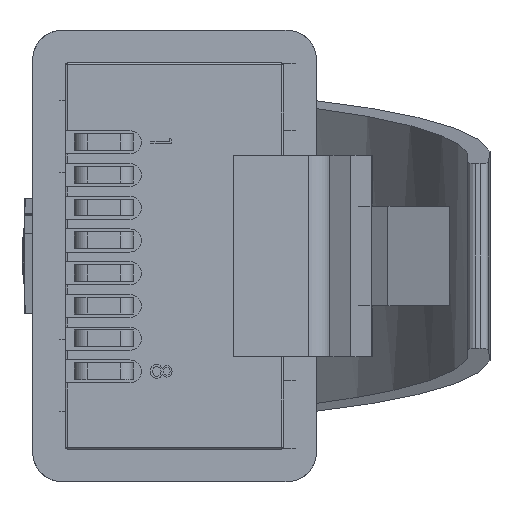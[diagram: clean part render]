
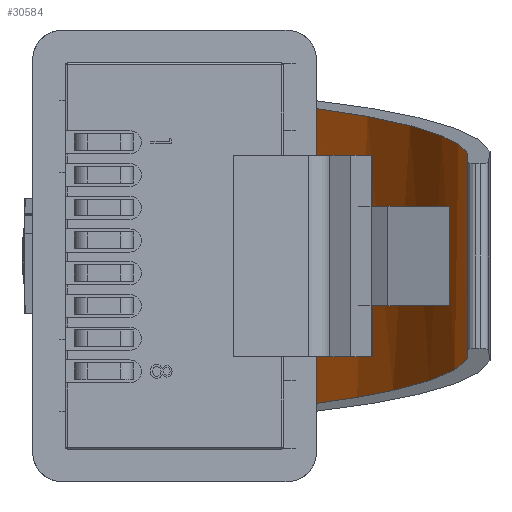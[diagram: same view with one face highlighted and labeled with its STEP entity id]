
A CAD part, front view. The second image highlights one B-rep face of the part: STEP entity #30584.
In plain terms, the highlighted cylindrical face has radius 12.7 mm (diameter 25.4 mm), a partial arc.
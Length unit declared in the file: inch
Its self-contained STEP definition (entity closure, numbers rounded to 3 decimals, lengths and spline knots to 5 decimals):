
#1361 = CARTESIAN_POINT ( 'NONE',  ( 0.185, 0.34896, 0.39906 ) ) ;
#1364 = DIRECTION ( 'NONE',  ( -1., 0., 0. ) ) ;
#1365 = VECTOR ( 'NONE', #1364, 39.37008 ) ;
#2654 = LINE ( 'NONE', #1361, #1365 ) ;
#2797 = CYLINDRICAL_SURFACE ( 'NONE', #2831, 0.5 ) ;
#2810 = VECTOR ( 'NONE', #2855, 39.37008 ) ;
#2830 = DIRECTION ( 'NONE',  ( 0., 0., 1. ) ) ;
#2831 = AXIS2_PLACEMENT_3D ( 'NONE', #2833, #2832, #2830 ) ;
#2832 = DIRECTION ( 'NONE',  ( -1., 0., 0. ) ) ;
#2833 = CARTESIAN_POINT ( 'NONE',  ( 0.185, -0.14884, 0.44598 ) ) ;
#2838 = LINE ( 'NONE', #2871, #2810 ) ;
#2843 = FACE_OUTER_BOUND ( 'NONE', #30618, .T. ) ;
#2855 = DIRECTION ( 'NONE',  ( -1., 0., 0. ) ) ;
#2861 = CARTESIAN_POINT ( 'NONE',  ( -0.12265, 0.34896, 0.39906 ) ) ;
#2862 = CARTESIAN_POINT ( 'NONE',  ( -0.14362, 0.3363, 0.26482 ) ) ;
#2863 = CARTESIAN_POINT ( 'NONE',  ( -0.16223, 0.27309, 0.14571 ) ) ;
#2864 = CARTESIAN_POINT ( 'NONE',  ( -0.17563, 0.169, 0.06 ) ) ;
#2865 =( BOUNDED_CURVE ( )  B_SPLINE_CURVE ( 3, ( #2864, #2863, #2862, #2861 ),
 .UNSPECIFIED., .F., .T. ) 
 B_SPLINE_CURVE_WITH_KNOTS ( ( 4, 4 ),
 ( 0.68888, 1.47683 ),
 .UNSPECIFIED. ) 
 CURVE ( )  GEOMETRIC_REPRESENTATION_ITEM ( )  RATIONAL_B_SPLINE_CURVE ( ( 1., 0.949, 0.949, 1. ) ) 
 REPRESENTATION_ITEM ( '' )  );
#2871 = CARTESIAN_POINT ( 'NONE',  ( 0.185, 0.169, 0.06 ) ) ;
#2879 = CARTESIAN_POINT ( 'NONE',  ( 0.17562, 0.169, 0.06 ) ) ;
#2880 = CARTESIAN_POINT ( 'NONE',  ( 0.16223, 0.27309, 0.14571 ) ) ;
#2881 = CARTESIAN_POINT ( 'NONE',  ( 0.14362, 0.3363, 0.26482 ) ) ;
#2882 = CARTESIAN_POINT ( 'NONE',  ( 0.12265, 0.34896, 0.39906 ) ) ;
#2884 =( BOUNDED_CURVE ( )  B_SPLINE_CURVE ( 3, ( #2882, #2881, #2880, #2879 ),
 .UNSPECIFIED., .F., .F. ) 
 B_SPLINE_CURVE_WITH_KNOTS ( ( 4, 4 ),
 ( 1.66477, 2.45271 ),
 .UNSPECIFIED. ) 
 CURVE ( )  GEOMETRIC_REPRESENTATION_ITEM ( )  RATIONAL_B_SPLINE_CURVE ( ( 1., 0.949, 0.949, 1. ) ) 
 REPRESENTATION_ITEM ( '' )  );
#2935 = CARTESIAN_POINT ( 'NONE',  ( -0.17563, 0.169, 0.06 ) ) ;
#2946 = CARTESIAN_POINT ( 'NONE',  ( -0.12265, 0.34896, 0.39906 ) ) ;
#2979 = CARTESIAN_POINT ( 'NONE',  ( 0.17562, 0.169, 0.06 ) ) ;
#2983 = CARTESIAN_POINT ( 'NONE',  ( 0.12265, 0.34896, 0.39906 ) ) ;
#30584 = ADVANCED_FACE ( 'NONE', ( #2843 ), #2797, .F. ) ;
#30586 = ORIENTED_EDGE ( 'NONE', *, *, #30589, .F. ) ;
#30588 = ORIENTED_EDGE ( 'NONE', *, *, #30590, .F. ) ;
#30589 = EDGE_CURVE ( 'NONE', #30651, #30645, #2838, .T. ) ;
#30590 = EDGE_CURVE ( 'NONE', #30645, #30626, #2865, .T. ) ;
#30593 = EDGE_CURVE ( 'NONE', #30650, #30626, #2654, .T. ) ;
#30596 = EDGE_CURVE ( 'NONE', #30650, #30651, #2884, .T. ) ;
#30599 = ORIENTED_EDGE ( 'NONE', *, *, #30596, .F. ) ;
#30603 = ORIENTED_EDGE ( 'NONE', *, *, #30593, .T. ) ;
#30618 = EDGE_LOOP ( 'NONE', ( #30588, #30586, #30599, #30603 ) ) ;
#30626 = VERTEX_POINT ( 'NONE', #2946 ) ;
#30645 = VERTEX_POINT ( 'NONE', #2935 ) ;
#30650 = VERTEX_POINT ( 'NONE', #2983 ) ;
#30651 = VERTEX_POINT ( 'NONE', #2979 ) ;
